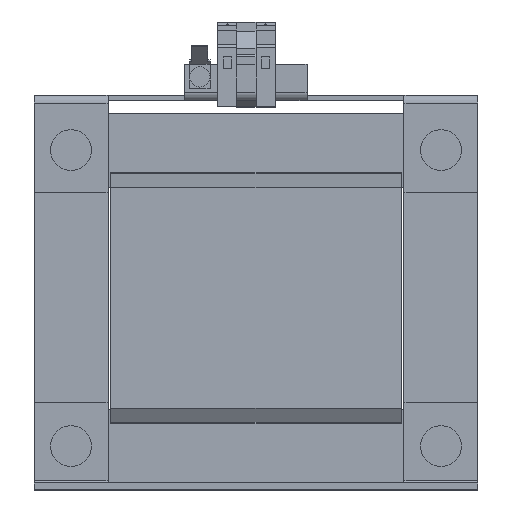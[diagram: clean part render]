
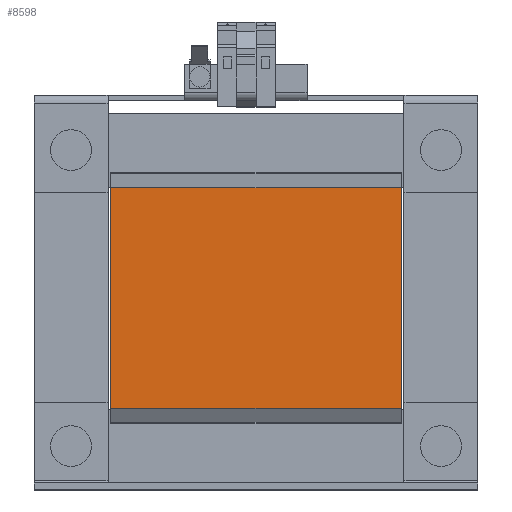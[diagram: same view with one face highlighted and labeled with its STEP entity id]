
A CAD part, top view. The second image highlights one B-rep face of the part: STEP entity #8598.
In plain terms, the highlighted planar face has unit normal (0, 0, 1).
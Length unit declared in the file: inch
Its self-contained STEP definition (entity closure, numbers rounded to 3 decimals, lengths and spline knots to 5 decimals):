
#134 = LINE ( 'NONE', #9632, #1585 ) ;
#519 = DIRECTION ( 'NONE',  ( -1., 0., 0. ) ) ;
#948 = VERTEX_POINT ( 'NONE', #3698 ) ;
#1093 = EDGE_LOOP ( 'NONE', ( #9344, #7932, #1617, #3533 ) ) ;
#1585 = VECTOR ( 'NONE', #7402, 39.37008 ) ;
#1617 = ORIENTED_EDGE ( 'NONE', *, *, #8433, .F. ) ;
#2164 = LINE ( 'NONE', #9095, #4637 ) ;
#2857 = VERTEX_POINT ( 'NONE', #9734 ) ;
#2862 = EDGE_CURVE ( 'NONE', #4275, #2857, #134, .T. ) ;
#2982 = VECTOR ( 'NONE', #5105, 39.37008 ) ;
#3088 = VERTEX_POINT ( 'NONE', #7079 ) ;
#3533 = ORIENTED_EDGE ( 'NONE', *, *, #4500, .T. ) ;
#3698 = CARTESIAN_POINT ( 'NONE',  ( 2.24409, 1.70079, 2.32283 ) ) ;
#3999 = CARTESIAN_POINT ( 'NONE',  ( 2.24409, 1.70079, 2.32283 ) ) ;
#4275 = VERTEX_POINT ( 'NONE', #6243 ) ;
#4500 = EDGE_CURVE ( 'NONE', #3088, #4275, #2164, .T. ) ;
#4637 = VECTOR ( 'NONE', #8521, 39.37008 ) ;
#5105 = DIRECTION ( 'NONE',  ( 0., -1., 0. ) ) ;
#5565 = LINE ( 'NONE', #3999, #7637 ) ;
#5669 = FACE_OUTER_BOUND ( 'NONE', #1093, .T. ) ;
#5812 = AXIS2_PLACEMENT_3D ( 'NONE', #6501, #9673, #519 ) ;
#6243 = CARTESIAN_POINT ( 'NONE',  ( -2.24409, -1.70079, 2.32283 ) ) ;
#6501 = CARTESIAN_POINT ( 'NONE',  ( 2.24409, -1.66535, 2.32283 ) ) ;
#6782 = LINE ( 'NONE', #7664, #2982 ) ;
#7079 = CARTESIAN_POINT ( 'NONE',  ( -2.24409, 1.70079, 2.32283 ) ) ;
#7182 = DIRECTION ( 'NONE',  ( 1., 0., 0. ) ) ;
#7402 = DIRECTION ( 'NONE',  ( 1., 0., 0. ) ) ;
#7637 = VECTOR ( 'NONE', #7182, 39.37008 ) ;
#7664 = CARTESIAN_POINT ( 'NONE',  ( 2.24409, 0., 2.32283 ) ) ;
#7932 = ORIENTED_EDGE ( 'NONE', *, *, #9902, .F. ) ;
#8433 = EDGE_CURVE ( 'NONE', #3088, #948, #5565, .T. ) ;
#8521 = DIRECTION ( 'NONE',  ( 0., -1., 0. ) ) ;
#8598 = ADVANCED_FACE ( 'NONE', ( #5669 ), #8838, .F. ) ;
#8838 = PLANE ( 'NONE',  #5812 ) ;
#9095 = CARTESIAN_POINT ( 'NONE',  ( -2.24409, 0., 2.32283 ) ) ;
#9344 = ORIENTED_EDGE ( 'NONE', *, *, #2862, .T. ) ;
#9632 = CARTESIAN_POINT ( 'NONE',  ( 2.24409, -1.70079, 2.32283 ) ) ;
#9673 = DIRECTION ( 'NONE',  ( 0., 0., -1. ) ) ;
#9734 = CARTESIAN_POINT ( 'NONE',  ( 2.24409, -1.70079, 2.32283 ) ) ;
#9902 = EDGE_CURVE ( 'NONE', #948, #2857, #6782, .T. ) ;
